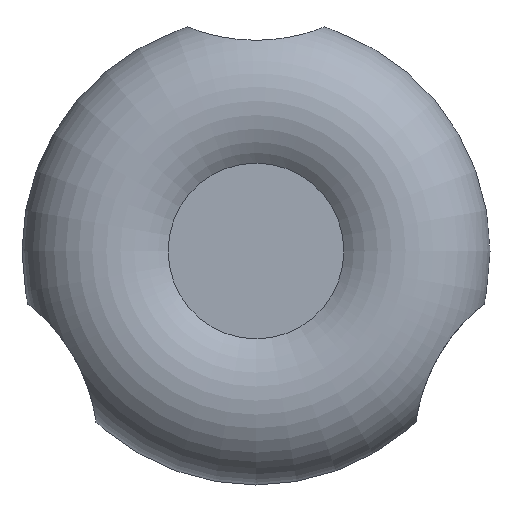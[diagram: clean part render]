
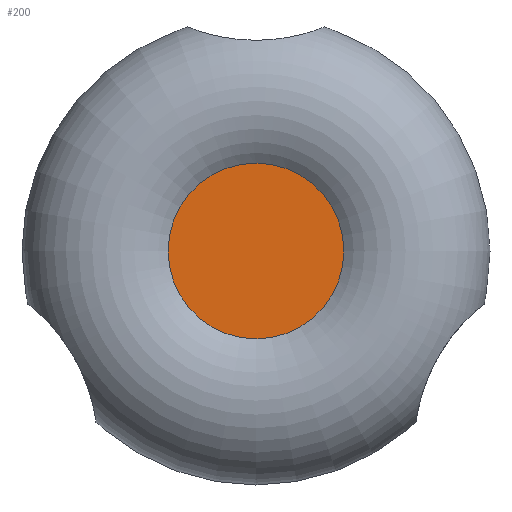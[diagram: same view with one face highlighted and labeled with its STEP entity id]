
A CAD part, top view. The second image highlights one B-rep face of the part: STEP entity #200.
In plain terms, the highlighted planar face has unit normal (0, 0, 1).
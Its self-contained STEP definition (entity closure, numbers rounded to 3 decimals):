
#200 = ADVANCED_FACE( '', ( #408 ), #409, .F. );
#408 = FACE_OUTER_BOUND( '', #610, .T. );
#409 = PLANE( '', #611 );
#610 = EDGE_LOOP( '', ( #1101 ) );
#611 = AXIS2_PLACEMENT_3D( '', #1102, #1103, #1104 );
#1101 = ORIENTED_EDGE( '', *, *, #1215, .T. );
#1102 = CARTESIAN_POINT( '', ( 0., 7.5, 26.088 ) );
#1103 = DIRECTION( '', ( 0., 0., -1. ) );
#1104 = DIRECTION( '', ( -1., 0., 0. ) );
#1215 = EDGE_CURVE( '', #1463, #1463, #1464, .T. );
#1463 = VERTEX_POINT( '', #2177 );
#1464 = CIRCLE( '', #2178, 7.5 );
#2177 = CARTESIAN_POINT( '', ( 7.5, 0., 26.088 ) );
#2178 = AXIS2_PLACEMENT_3D( '', #2621, #2622, #2623 );
#2621 = CARTESIAN_POINT( '', ( 0., 0., 26.088 ) );
#2622 = DIRECTION( '', ( 0., 0., 1. ) );
#2623 = DIRECTION( '', ( 1., 0., 0. ) );
